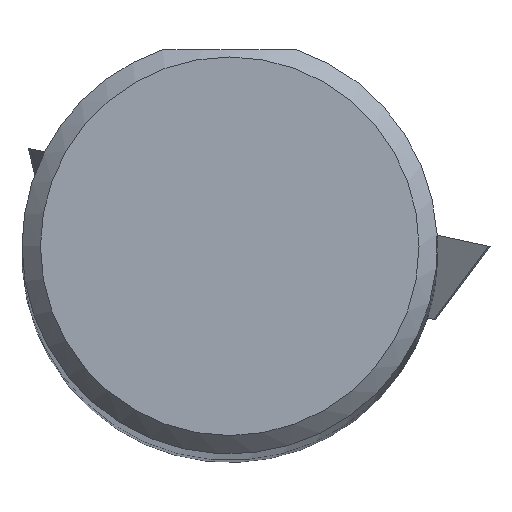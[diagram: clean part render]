
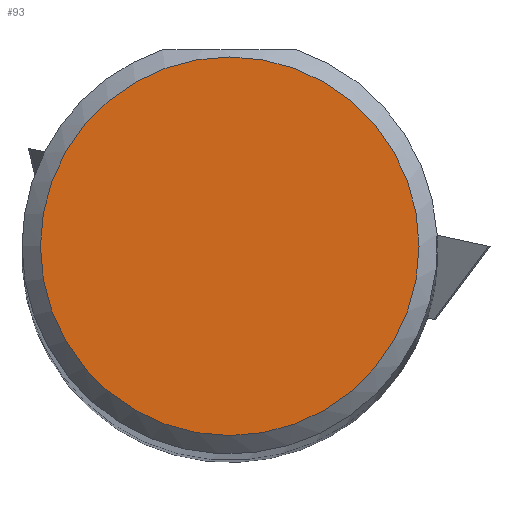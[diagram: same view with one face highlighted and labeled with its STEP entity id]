
A CAD part, top view. The second image highlights one B-rep face of the part: STEP entity #93.
In plain terms, the highlighted planar face has unit normal (0, 0, 1).
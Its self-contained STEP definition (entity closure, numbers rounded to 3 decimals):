
#93=ADVANCED_FACE('',(#130),#109,.T.);
#109=PLANE('',#451);
#130=FACE_OUTER_BOUND('',#153,.T.);
#153=EDGE_LOOP('',(#301));
#301=ORIENTED_EDGE('',*,*,#382,.F.);
#338=VERTEX_POINT('',#662);
#382=EDGE_CURVE('',#338,#338,#388,.T.);
#388=CIRCLE('',#449,2.725);
#449=AXIS2_PLACEMENT_3D('',#661,#555,#556);
#451=AXIS2_PLACEMENT_3D('',#671,#559,#560);
#555=DIRECTION('',(0.,0.,-1.));
#556=DIRECTION('',(-1.,0.,0.));
#559=DIRECTION('',(0.,0.,1.));
#560=DIRECTION('',(-1.,0.,0.));
#661=CARTESIAN_POINT('',(0.,0.,50.8));
#662=CARTESIAN_POINT('',(-2.725,0.,50.8));
#671=CARTESIAN_POINT('',(0.,0.,50.8));
